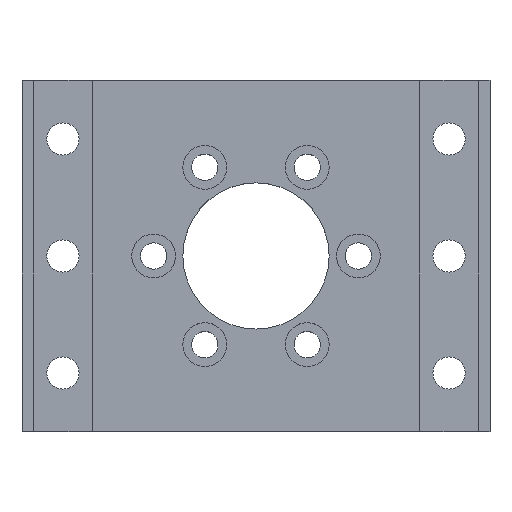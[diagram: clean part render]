
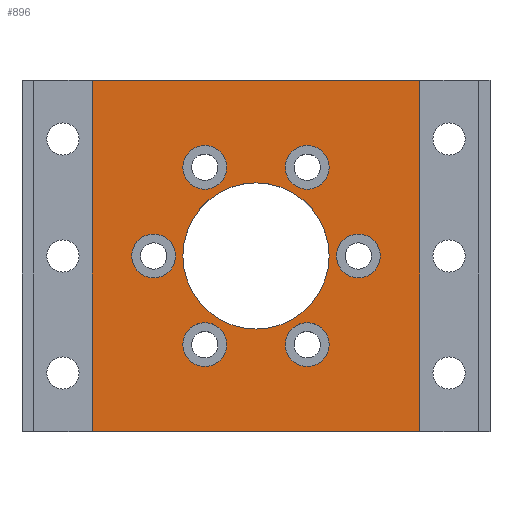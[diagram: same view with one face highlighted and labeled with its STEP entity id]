
A CAD part, top view. The second image highlights one B-rep face of the part: STEP entity #896.
In plain terms, the highlighted planar face has unit normal (0, 0, 1).
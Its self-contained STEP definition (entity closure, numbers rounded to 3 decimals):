
#37=LINE('',#1401,#99);
#45=LINE('',#1417,#107);
#57=LINE('',#1445,#119);
#75=LINE('',#1539,#137);
#99=VECTOR('',#1135,10.);
#107=VECTOR('',#1145,10.);
#119=VECTOR('',#1173,10.);
#137=VECTOR('',#1291,10.);
#190=FACE_BOUND('',#333,.T.);
#191=FACE_BOUND('',#334,.T.);
#192=FACE_BOUND('',#335,.T.);
#193=FACE_BOUND('',#336,.T.);
#194=FACE_BOUND('',#337,.T.);
#195=FACE_BOUND('',#338,.T.);
#196=FACE_BOUND('',#339,.T.);
#254=FACE_OUTER_BOUND('',#332,.T.);
#332=EDGE_LOOP('',(#793,#794,#795,#796));
#333=EDGE_LOOP('',(#797));
#334=EDGE_LOOP('',(#798));
#335=EDGE_LOOP('',(#799));
#336=EDGE_LOOP('',(#800));
#337=EDGE_LOOP('',(#801));
#338=EDGE_LOOP('',(#802));
#339=EDGE_LOOP('',(#803));
#351=CIRCLE('',#926,7.5);
#355=CIRCLE('',#933,7.5);
#359=CIRCLE('',#940,7.5);
#363=CIRCLE('',#947,7.5);
#367=CIRCLE('',#954,7.5);
#371=CIRCLE('',#961,7.5);
#379=CIRCLE('',#981,25.);
#403=VERTEX_POINT('',#1308);
#407=VERTEX_POINT('',#1321);
#411=VERTEX_POINT('',#1334);
#415=VERTEX_POINT('',#1347);
#419=VERTEX_POINT('',#1360);
#423=VERTEX_POINT('',#1373);
#434=VERTEX_POINT('',#1398);
#435=VERTEX_POINT('',#1400);
#441=VERTEX_POINT('',#1414);
#442=VERTEX_POINT('',#1416);
#455=VERTEX_POINT('',#1460);
#479=EDGE_CURVE('',#403,#403,#351,.T.);
#485=EDGE_CURVE('',#407,#407,#355,.T.);
#491=EDGE_CURVE('',#411,#411,#359,.T.);
#497=EDGE_CURVE('',#415,#415,#363,.T.);
#503=EDGE_CURVE('',#419,#419,#367,.T.);
#509=EDGE_CURVE('',#423,#423,#371,.T.);
#522=EDGE_CURVE('',#435,#434,#37,.T.);
#530=EDGE_CURVE('',#442,#441,#45,.T.);
#545=EDGE_CURVE('',#441,#435,#57,.T.);
#553=EDGE_CURVE('',#455,#455,#379,.T.);
#589=EDGE_CURVE('',#434,#442,#75,.T.);
#793=ORIENTED_EDGE('',*,*,#530,.T.);
#794=ORIENTED_EDGE('',*,*,#545,.T.);
#795=ORIENTED_EDGE('',*,*,#522,.T.);
#796=ORIENTED_EDGE('',*,*,#589,.T.);
#797=ORIENTED_EDGE('',*,*,#479,.T.);
#798=ORIENTED_EDGE('',*,*,#485,.T.);
#799=ORIENTED_EDGE('',*,*,#491,.T.);
#800=ORIENTED_EDGE('',*,*,#497,.T.);
#801=ORIENTED_EDGE('',*,*,#503,.T.);
#802=ORIENTED_EDGE('',*,*,#509,.T.);
#803=ORIENTED_EDGE('',*,*,#553,.T.);
#843=PLANE('',#1024);
#896=ADVANCED_FACE('',(#254,#190,#191,#192,#193,#194,#195,#196),#843,.T.);
#926=AXIS2_PLACEMENT_3D('',#1309,#1037,#1038);
#933=AXIS2_PLACEMENT_3D('',#1322,#1053,#1054);
#940=AXIS2_PLACEMENT_3D('',#1335,#1069,#1070);
#947=AXIS2_PLACEMENT_3D('',#1348,#1085,#1086);
#954=AXIS2_PLACEMENT_3D('',#1361,#1101,#1102);
#961=AXIS2_PLACEMENT_3D('',#1374,#1117,#1118);
#981=AXIS2_PLACEMENT_3D('',#1462,#1193,#1194);
#1024=AXIS2_PLACEMENT_3D('',#1542,#1295,#1296);
#1037=DIRECTION('center_axis',(0.,0.,-1.));
#1038=DIRECTION('ref_axis',(0.5,-0.866,0.));
#1053=DIRECTION('center_axis',(0.,0.,-1.));
#1054=DIRECTION('ref_axis',(-0.5,-0.866,0.));
#1069=DIRECTION('center_axis',(0.,0.,-1.));
#1070=DIRECTION('ref_axis',(-1.,0.,0.));
#1085=DIRECTION('center_axis',(0.,0.,-1.));
#1086=DIRECTION('ref_axis',(-0.5,0.866,0.));
#1101=DIRECTION('center_axis',(0.,0.,-1.));
#1102=DIRECTION('ref_axis',(0.5,0.866,0.));
#1117=DIRECTION('center_axis',(0.,0.,-1.));
#1118=DIRECTION('ref_axis',(1.,0.,0.));
#1135=DIRECTION('',(-1.,0.,0.));
#1145=DIRECTION('',(1.,0.,0.));
#1173=DIRECTION('',(0.,1.,0.));
#1193=DIRECTION('center_axis',(0.,0.,-1.));
#1194=DIRECTION('ref_axis',(1.,0.,0.));
#1291=DIRECTION('',(0.,-1.,0.));
#1295=DIRECTION('center_axis',(0.,0.,1.));
#1296=DIRECTION('ref_axis',(1.,0.,0.));
#1308=CARTESIAN_POINT('',(13.75,-23.816,20.));
#1309=CARTESIAN_POINT('Origin',(17.5,-30.311,20.));
#1321=CARTESIAN_POINT('',(-13.75,-23.816,20.));
#1322=CARTESIAN_POINT('Origin',(-17.5,-30.311,20.));
#1334=CARTESIAN_POINT('',(-27.5,0.,20.));
#1335=CARTESIAN_POINT('Origin',(-35.,0.,20.));
#1347=CARTESIAN_POINT('',(-13.75,23.816,20.));
#1348=CARTESIAN_POINT('Origin',(-17.5,30.311,20.));
#1360=CARTESIAN_POINT('',(13.75,23.816,20.));
#1361=CARTESIAN_POINT('Origin',(17.5,30.311,20.));
#1373=CARTESIAN_POINT('',(27.5,0.,20.));
#1374=CARTESIAN_POINT('Origin',(35.,0.,20.));
#1398=CARTESIAN_POINT('',(-56.,60.,20.));
#1400=CARTESIAN_POINT('',(56.,60.,20.));
#1401=CARTESIAN_POINT('',(-40.,60.,20.));
#1414=CARTESIAN_POINT('',(56.,-60.,20.));
#1416=CARTESIAN_POINT('',(-56.,-60.,20.));
#1417=CARTESIAN_POINT('',(40.,-60.,20.));
#1445=CARTESIAN_POINT('',(56.,-73.578,20.));
#1460=CARTESIAN_POINT('',(-25.,0.,20.));
#1462=CARTESIAN_POINT('Origin',(0.,0.,20.));
#1539=CARTESIAN_POINT('',(-56.,58.483,20.));
#1542=CARTESIAN_POINT('Origin',(0.,0.,
20.));
